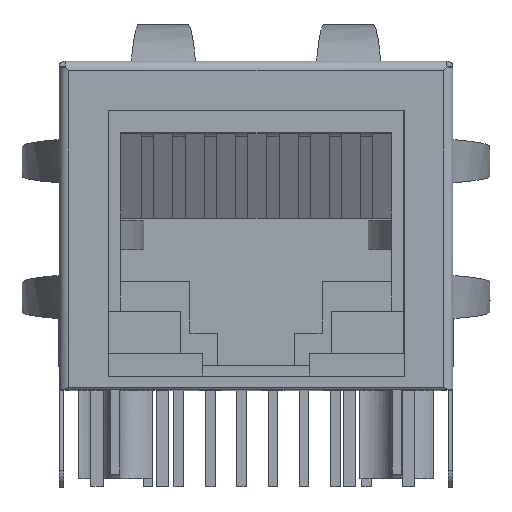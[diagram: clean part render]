
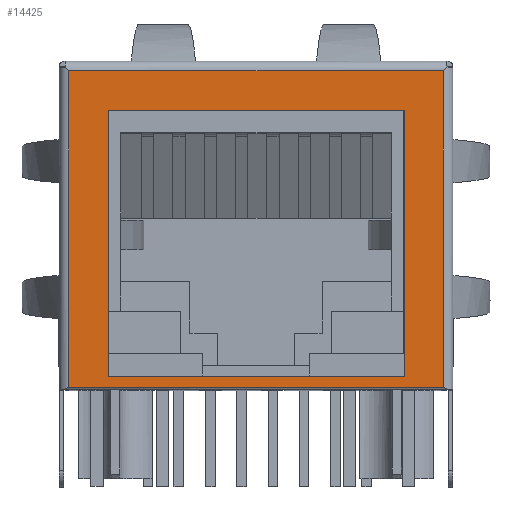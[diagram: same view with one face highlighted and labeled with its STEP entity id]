
A CAD part, top view. The second image highlights one B-rep face of the part: STEP entity #14425.
In plain terms, the highlighted planar face has unit normal (0, 0, 1).
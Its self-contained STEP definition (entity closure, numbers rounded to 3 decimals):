
#894=B_SPLINE_CURVE_WITH_KNOTS('',1,(#21154,#21155),.UNSPECIFIED.,.F.,.F.,
(2,2),(0.,0.017),.UNSPECIFIED.);
#895=B_SPLINE_CURVE_WITH_KNOTS('',1,(#21160,#21161),.UNSPECIFIED.,.F.,.F.,
(2,2),(0.985,1.),.UNSPECIFIED.);
#896=B_SPLINE_CURVE_WITH_KNOTS('',1,(#21163,#21164),.UNSPECIFIED.,.F.,.F.,
(2,2),(0.,1.),.UNSPECIFIED.);
#897=B_SPLINE_CURVE_WITH_KNOTS('',1,(#21166,#21167),.UNSPECIFIED.,.F.,.F.,
(2,2),(0.,1.),.UNSPECIFIED.);
#898=B_SPLINE_CURVE_WITH_KNOTS('',1,(#21169,#21170),.UNSPECIFIED.,.F.,.F.,
(2,2),(0.,1.),.UNSPECIFIED.);
#2684=ORIENTED_EDGE('',*,*,#5439,.T.);
#2685=ORIENTED_EDGE('',*,*,#5440,.F.);
#2686=ORIENTED_EDGE('',*,*,#5441,.T.);
#2687=ORIENTED_EDGE('',*,*,#5442,.T.);
#2688=ORIENTED_EDGE('',*,*,#5443,.T.);
#2689=ORIENTED_EDGE('',*,*,#5444,.T.);
#2690=ORIENTED_EDGE('',*,*,#5155,.T.);
#2691=ORIENTED_EDGE('',*,*,#5151,.F.);
#2692=ORIENTED_EDGE('',*,*,#5148,.F.);
#2693=ORIENTED_EDGE('',*,*,#5146,.T.);
#5146=EDGE_CURVE('',#6676,#6675,#7535,.T.);
#5148=EDGE_CURVE('',#6676,#6677,#7537,.T.);
#5151=EDGE_CURVE('',#6677,#6679,#7540,.T.);
#5155=EDGE_CURVE('',#6675,#6679,#7544,.T.);
#5439=EDGE_CURVE('',#6863,#6864,#894,.T.);
#5440=EDGE_CURVE('',#6865,#6864,#7658,.T.);
#5441=EDGE_CURVE('',#6865,#6866,#895,.T.);
#5442=EDGE_CURVE('',#6866,#6867,#896,.T.);
#5443=EDGE_CURVE('',#6867,#6868,#897,.T.);
#5444=EDGE_CURVE('',#6868,#6863,#898,.T.);
#6675=VERTEX_POINT('',#20231);
#6676=VERTEX_POINT('',#20233);
#6677=VERTEX_POINT('',#20237);
#6679=VERTEX_POINT('',#20243);
#6863=VERTEX_POINT('',#21156);
#6864=VERTEX_POINT('',#21157);
#6865=VERTEX_POINT('',#21159);
#6866=VERTEX_POINT('',#21162);
#6867=VERTEX_POINT('',#21165);
#6868=VERTEX_POINT('',#21168);
#7535=LINE('',#20232,#8412);
#7537=LINE('',#20236,#8414);
#7540=LINE('',#20242,#8417);
#7544=LINE('',#20249,#8421);
#7658=LINE('',#21158,#8535);
#8412=VECTOR('',#16200,1000.);
#8414=VECTOR('',#16204,1000.);
#8417=VECTOR('',#16209,1000.);
#8421=VECTOR('',#16215,1000.);
#8535=VECTOR('',#16551,1000.);
#9347=EDGE_LOOP('',(#2684,#2685,#2686,#2687,#2688,#2689));
#9348=EDGE_LOOP('',(#2690,#2691,#2692,#2693));
#10001=FACE_BOUND('',#9347,.T.);
#10002=FACE_BOUND('',#9348,.T.);
#10561=PLANE('',#15110);
#14425=ADVANCED_FACE('',(#10001,#10002),#10561,.F.);
#15110=AXIS2_PLACEMENT_3D('',#21153,#16549,#16550);
#16200=DIRECTION('',(1.,0.,0.));
#16204=DIRECTION('',(0.,-1.,0.));
#16209=DIRECTION('',(1.,0.,0.));
#16215=DIRECTION('',(0.,-1.,0.));
#16549=DIRECTION('',(0.,0.,-1.));
#16550=DIRECTION('',(-1.,0.,0.));
#16551=DIRECTION('',(-1.,0.,0.));
#20231=CARTESIAN_POINT('',(6.021,11.638,-0.014));
#20232=CARTESIAN_POINT('',(0.,11.638,-0.014));
#20233=CARTESIAN_POINT('',(-5.993,11.638,-0.014));
#20236=CARTESIAN_POINT('',(-5.993,0.008,-0.014));
#20237=CARTESIAN_POINT('',(-5.993,0.826,-0.014));
#20242=CARTESIAN_POINT('',(0.,0.826,-0.014));
#20243=CARTESIAN_POINT('',(6.021,0.826,-0.014));
#20249=CARTESIAN_POINT('',(6.021,0.008,-0.014));
#21153=CARTESIAN_POINT('',(20.048,12.979,-0.014));
#21154=CARTESIAN_POINT('',(-7.59,0.409,-0.014));
#21155=CARTESIAN_POINT('',(-7.339,0.409,-0.014));
#21156=CARTESIAN_POINT('',(-7.59,0.409,-0.014));
#21157=CARTESIAN_POINT('',(-7.339,0.409,-0.014));
#21158=CARTESIAN_POINT('',(20.048,0.409,-0.014));
#21159=CARTESIAN_POINT('',(7.367,0.409,-0.014));
#21160=CARTESIAN_POINT('',(7.367,0.409,-0.014));
#21161=CARTESIAN_POINT('',(7.59,0.409,-0.014));
#21162=CARTESIAN_POINT('',(7.59,0.409,-0.014));
#21163=CARTESIAN_POINT('',(7.59,0.409,-0.014));
#21164=CARTESIAN_POINT('',(7.59,13.235,-0.014));
#21165=CARTESIAN_POINT('',(7.59,13.235,-0.014));
#21166=CARTESIAN_POINT('',(7.59,13.235,-0.014));
#21167=CARTESIAN_POINT('',(-7.59,13.235,-0.014));
#21168=CARTESIAN_POINT('',(-7.59,13.235,-0.014));
#21169=CARTESIAN_POINT('',(-7.59,13.235,-0.014));
#21170=CARTESIAN_POINT('',(-7.59,0.409,-0.014));
